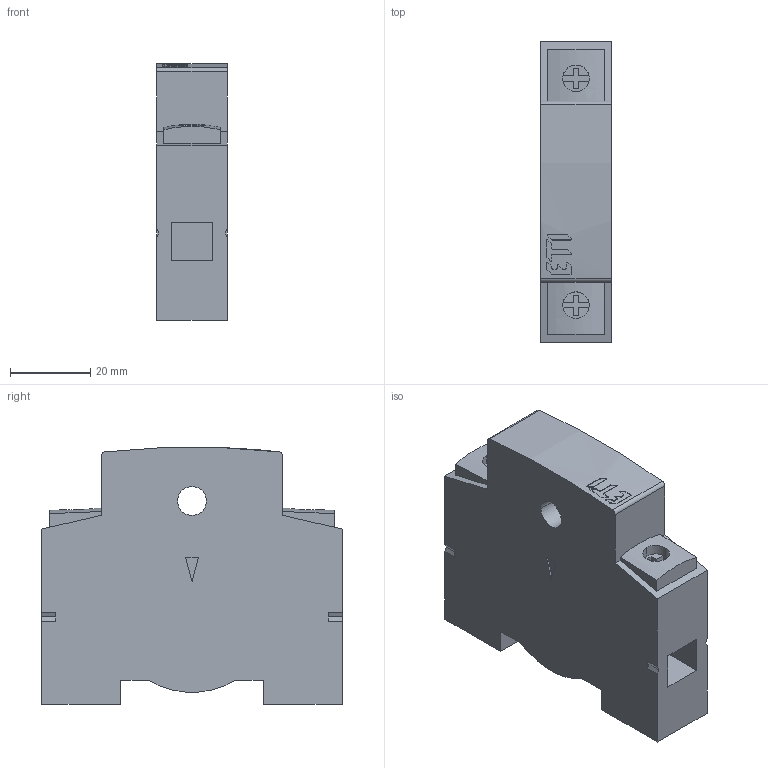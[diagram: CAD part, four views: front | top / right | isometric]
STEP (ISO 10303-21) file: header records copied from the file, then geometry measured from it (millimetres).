
FILE_DESCRIPTION((''),'2;1');
FILE_NAME('ASM7053_ASM','2021-09-20T',('marketing.praksa'),('Audax d.o.o.'),'CREO PARAMETRIC BY PTC INC, 2017480','CREO PARAMETRIC BY PTC INC, 2017480','');
FILE_SCHEMA(('AUTOMOTIVE_DESIGN { 1 0 10303 214 1 1 1 1 }'));
Length unit declared in the file: millimetre
Products named in the file (4): 22001006; PRT7133; PRT7134; ASM7053_ASM
Assembly tree (3 placements, depth 2):
  ASM7053_ASM
    22001006
    PRT7133
    PRT7134
Bounding box: 17.5 x 74.8 x 63.87 mm (x, y, z)
Volume: 67967.6 mm3; surface area: 15955.2 mm2
Topology: 6 solids, 6 shells, 201 faces, 560 edges, 380 vertices
Faces by surface type: plane 134, cylinder 65, torus 2
Entity records: 10599 total; most frequent: CARTESIAN_POINT 1762, ORIENTED_EDGE 1120, DIRECTION 1006, PRESENTATION_STYLE_ASSIGNMENT 767, STYLED_ITEM 767, CURVE_STYLE 560, EDGE_CURVE 560, VERTEX_POINT 380
